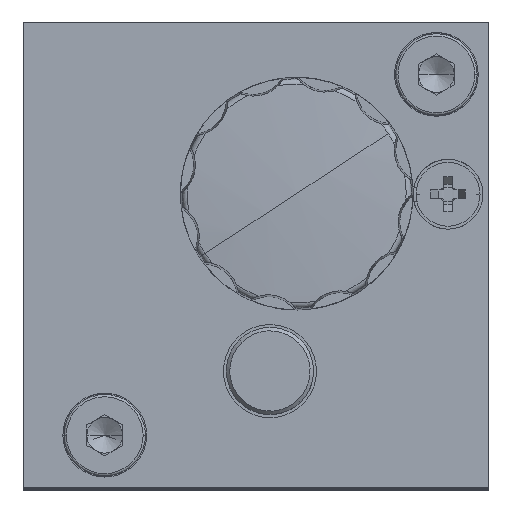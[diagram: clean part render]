
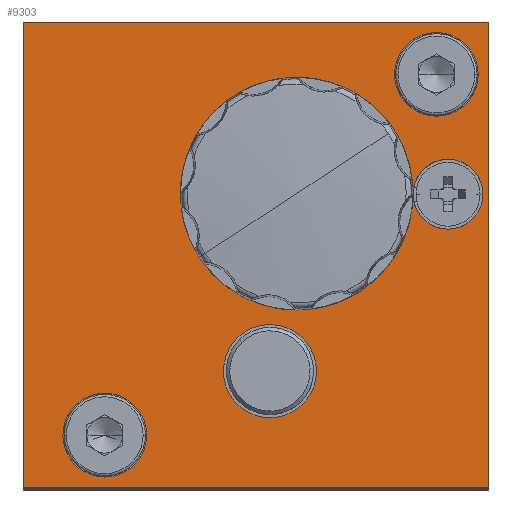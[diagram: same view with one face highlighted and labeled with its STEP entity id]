
A CAD part, top view. The second image highlights one B-rep face of the part: STEP entity #9303.
In plain terms, the highlighted planar face has unit normal (0, 0, 1).
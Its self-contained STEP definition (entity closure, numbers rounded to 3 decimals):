
#299 = VECTOR ( 'NONE', #14554, 1000. ) ;
#570 = DIRECTION ( 'NONE',  ( 0., 1., 0. ) ) ;
#597 = CARTESIAN_POINT ( 'NONE',  ( 31.9, 35.5, 93. ) ) ;
#1001 = VERTEX_POINT ( 'NONE', #20724 ) ;
#1105 = CARTESIAN_POINT ( 'NONE',  ( 40., 40., 93. ) ) ;
#1141 = DIRECTION ( 'NONE',  ( 0., 0., -1. ) ) ;
#1245 = EDGE_CURVE ( 'NONE', #10486, #2967, #7003, .T. ) ;
#1367 = CIRCLE ( 'NONE', #13734, 3.6 ) ;
#1500 = EDGE_LOOP ( 'NONE', ( #16805, #13686 ) ) ;
#1650 = DIRECTION ( 'NONE',  ( -1., 0., 0. ) ) ;
#1666 = CARTESIAN_POINT ( 'NONE',  ( 0., 0., 93. ) ) ;
#1859 = EDGE_CURVE ( 'NONE', #13618, #1001, #5862, .T. ) ;
#2153 = CIRCLE ( 'NONE', #22464, 3.6 ) ;
#2233 = CARTESIAN_POINT ( 'NONE',  ( 40., 0., 93. ) ) ;
#2382 = CARTESIAN_POINT ( 'NONE',  ( 35.5, 35.5, 93. ) ) ;
#2498 = LINE ( 'NONE', #18087, #14117 ) ;
#2597 = EDGE_LOOP ( 'NONE', ( #18984, #15920 ) ) ;
#2846 = FACE_BOUND ( 'NONE', #2597, .T. ) ;
#2948 = CIRCLE ( 'NONE', #20612, 9. ) ;
#2967 = VERTEX_POINT ( 'NONE', #6310 ) ;
#3007 = DIRECTION ( 'NONE',  ( 1., 0., 0. ) ) ;
#3276 = VERTEX_POINT ( 'NONE', #597 ) ;
#3282 = CARTESIAN_POINT ( 'NONE',  ( 35.5, 35.5, 93. ) ) ;
#3413 = FACE_BOUND ( 'NONE', #8903, .T. ) ;
#3524 = ORIENTED_EDGE ( 'NONE', *, *, #12663, .F. ) ;
#3698 = FACE_BOUND ( 'NONE', #1500, .T. ) ;
#3740 = VECTOR ( 'NONE', #4110, 1000. ) ;
#3826 = CARTESIAN_POINT ( 'NONE',  ( 3.4, 4.5, 93. ) ) ;
#4101 = CIRCLE ( 'NONE', #5336, 3.6 ) ;
#4110 = DIRECTION ( 'NONE',  ( 0., -1., 0. ) ) ;
#4357 = EDGE_CURVE ( 'NONE', #14907, #14277, #5676, .T. ) ;
#4580 = ORIENTED_EDGE ( 'NONE', *, *, #14914, .T. ) ;
#5012 = DIRECTION ( 'NONE',  ( 0., 0., 1. ) ) ;
#5146 = ORIENTED_EDGE ( 'NONE', *, *, #4357, .F. ) ;
#5292 = DIRECTION ( 'NONE',  ( -1., 0., 0. ) ) ;
#5336 = AXIS2_PLACEMENT_3D ( 'NONE', #3282, #22738, #20796 ) ;
#5426 = DIRECTION ( 'NONE',  ( 0., 0., -1. ) ) ;
#5674 = LINE ( 'NONE', #2233, #21196 ) ;
#5676 = LINE ( 'NONE', #16142, #3740 ) ;
#5713 = EDGE_CURVE ( 'NONE', #7266, #14694, #2498, .T. ) ;
#5737 = EDGE_CURVE ( 'NONE', #14694, #14907, #14948, .T. ) ;
#5755 = CARTESIAN_POINT ( 'NONE',  ( 14.5, 25.2, 93. ) ) ;
#5773 = PLANE ( 'NONE',  #18110 ) ;
#5862 = CIRCLE ( 'NONE', #11675, 4. ) ;
#5890 = DIRECTION ( 'NONE',  ( 0., 0., 1. ) ) ;
#5952 = DIRECTION ( 'NONE',  ( 1., 0., 0. ) ) ;
#6310 = CARTESIAN_POINT ( 'NONE',  ( 39.5, 25.2, 93. ) ) ;
#6320 = CARTESIAN_POINT ( 'NONE',  ( 33.5, 25.2, 93. ) ) ;
#6725 = FACE_OUTER_BOUND ( 'NONE', #12676, .T. ) ;
#6726 = VERTEX_POINT ( 'NONE', #9284 ) ;
#6755 = EDGE_LOOP ( 'NONE', ( #14999, #4580 ) ) ;
#7003 = CIRCLE ( 'NONE', #16409, 3. ) ;
#7092 = CARTESIAN_POINT ( 'NONE',  ( 23.5, 25.2, 93. ) ) ;
#7266 = VERTEX_POINT ( 'NONE', #1666 ) ;
#8097 = DIRECTION ( 'NONE',  ( 0., 0., 1. ) ) ;
#8512 = VERTEX_POINT ( 'NONE', #15937 ) ;
#8903 = EDGE_LOOP ( 'NONE', ( #13841, #17049 ) ) ;
#8928 = DIRECTION ( 'NONE',  ( 0., 0., -1. ) ) ;
#9284 = CARTESIAN_POINT ( 'NONE',  ( 39.1, 35.5, 93. ) ) ;
#9303 = ADVANCED_FACE ( 'NONE', ( #3698, #3413, #6725, #10613, #2846, #15026 ), #5773, .T. ) ;
#9915 = AXIS2_PLACEMENT_3D ( 'NONE', #16908, #15080, #16759 ) ;
#10285 = CARTESIAN_POINT ( 'NONE',  ( 21.2, 10., 93. ) ) ;
#10486 = VERTEX_POINT ( 'NONE', #6320 ) ;
#10553 = CARTESIAN_POINT ( 'NONE',  ( 23.5, 25.2, 93. ) ) ;
#10613 = FACE_BOUND ( 'NONE', #18089, .T. ) ;
#11056 = EDGE_CURVE ( 'NONE', #6726, #3276, #2153, .T. ) ;
#11339 = CARTESIAN_POINT ( 'NONE',  ( 0., 40., 93. ) ) ;
#11487 = CARTESIAN_POINT ( 'NONE',  ( 7., 4.5, 93. ) ) ;
#11675 = AXIS2_PLACEMENT_3D ( 'NONE', #10285, #1141, #13833 ) ;
#11808 = EDGE_CURVE ( 'NONE', #3276, #6726, #4101, .T. ) ;
#12230 = CIRCLE ( 'NONE', #13544, 3.6 ) ;
#12663 = EDGE_CURVE ( 'NONE', #14277, #7266, #5674, .T. ) ;
#12676 = EDGE_LOOP ( 'NONE', ( #5146, #13947, #16639, #3524 ) ) ;
#12693 = DIRECTION ( 'NONE',  ( -1., 0., 0. ) ) ;
#12766 = DIRECTION ( 'NONE',  ( -1., 0., 0. ) ) ;
#13254 = DIRECTION ( 'NONE',  ( 1., 0., 0. ) ) ;
#13531 = EDGE_CURVE ( 'NONE', #16087, #8512, #12230, .T. ) ;
#13544 = AXIS2_PLACEMENT_3D ( 'NONE', #15146, #8097, #18778 ) ;
#13574 = CARTESIAN_POINT ( 'NONE',  ( 40., 40., 93. ) ) ;
#13618 = VERTEX_POINT ( 'NONE', #14384 ) ;
#13686 = ORIENTED_EDGE ( 'NONE', *, *, #13531, .F. ) ;
#13734 = AXIS2_PLACEMENT_3D ( 'NONE', #11487, #14944, #16930 ) ;
#13833 = DIRECTION ( 'NONE',  ( -1., 0., 0. ) ) ;
#13841 = ORIENTED_EDGE ( 'NONE', *, *, #11056, .F. ) ;
#13869 = AXIS2_PLACEMENT_3D ( 'NONE', #10553, #22888, #5292 ) ;
#13947 = ORIENTED_EDGE ( 'NONE', *, *, #5737, .F. ) ;
#14117 = VECTOR ( 'NONE', #570, 1000. ) ;
#14277 = VERTEX_POINT ( 'NONE', #15214 ) ;
#14384 = CARTESIAN_POINT ( 'NONE',  ( 25.2, 10., 93. ) ) ;
#14554 = DIRECTION ( 'NONE',  ( 1., 0., 0. ) ) ;
#14694 = VERTEX_POINT ( 'NONE', #11339 ) ;
#14907 = VERTEX_POINT ( 'NONE', #13574 ) ;
#14914 = EDGE_CURVE ( 'NONE', #17270, #15269, #18354, .T. ) ;
#14944 = DIRECTION ( 'NONE',  ( 0., 0., 1. ) ) ;
#14948 = LINE ( 'NONE', #18228, #299 ) ;
#14999 = ORIENTED_EDGE ( 'NONE', *, *, #16676, .T. ) ;
#15026 = FACE_BOUND ( 'NONE', #6755, .T. ) ;
#15080 = DIRECTION ( 'NONE',  ( 0., 0., 1. ) ) ;
#15146 = CARTESIAN_POINT ( 'NONE',  ( 7., 4.5, 93. ) ) ;
#15214 = CARTESIAN_POINT ( 'NONE',  ( 40., 0., 93. ) ) ;
#15269 = VERTEX_POINT ( 'NONE', #5755 ) ;
#15617 = CARTESIAN_POINT ( 'NONE',  ( 36.5, 25.2, 93. ) ) ;
#15738 = EDGE_CURVE ( 'NONE', #8512, #16087, #1367, .T. ) ;
#15920 = ORIENTED_EDGE ( 'NONE', *, *, #1245, .F. ) ;
#15937 = CARTESIAN_POINT ( 'NONE',  ( 10.6, 4.5, 93. ) ) ;
#15947 = EDGE_CURVE ( 'NONE', #1001, #13618, #21606, .T. ) ;
#16087 = VERTEX_POINT ( 'NONE', #3826 ) ;
#16142 = CARTESIAN_POINT ( 'NONE',  ( 40., 0., 93. ) ) ;
#16269 = EDGE_CURVE ( 'NONE', #2967, #10486, #17415, .T. ) ;
#16409 = AXIS2_PLACEMENT_3D ( 'NONE', #15617, #5012, #3007 ) ;
#16639 = ORIENTED_EDGE ( 'NONE', *, *, #5713, .F. ) ;
#16676 = EDGE_CURVE ( 'NONE', #15269, #17270, #2948, .T. ) ;
#16759 = DIRECTION ( 'NONE',  ( 1., 0., 0. ) ) ;
#16770 = DIRECTION ( 'NONE',  ( 0., 0., 1. ) ) ;
#16805 = ORIENTED_EDGE ( 'NONE', *, *, #15738, .F. ) ;
#16908 = CARTESIAN_POINT ( 'NONE',  ( 36.5, 25.2, 93. ) ) ;
#16930 = DIRECTION ( 'NONE',  ( 1., 0., 0. ) ) ;
#17049 = ORIENTED_EDGE ( 'NONE', *, *, #11808, .F. ) ;
#17270 = VERTEX_POINT ( 'NONE', #18702 ) ;
#17415 = CIRCLE ( 'NONE', #9915, 3. ) ;
#17539 = CARTESIAN_POINT ( 'NONE',  ( 21.2, 10., 93. ) ) ;
#17940 = AXIS2_PLACEMENT_3D ( 'NONE', #17539, #8928, #1650 ) ;
#18087 = CARTESIAN_POINT ( 'NONE',  ( 0., 0., 93. ) ) ;
#18089 = EDGE_LOOP ( 'NONE', ( #22703, #22370 ) ) ;
#18110 = AXIS2_PLACEMENT_3D ( 'NONE', #1105, #16770, #13254 ) ;
#18228 = CARTESIAN_POINT ( 'NONE',  ( 40., 40., 93. ) ) ;
#18354 = CIRCLE ( 'NONE', #13869, 9. ) ;
#18702 = CARTESIAN_POINT ( 'NONE',  ( 32.5, 25.2, 93. ) ) ;
#18778 = DIRECTION ( 'NONE',  ( 1., 0., 0. ) ) ;
#18984 = ORIENTED_EDGE ( 'NONE', *, *, #16269, .F. ) ;
#20612 = AXIS2_PLACEMENT_3D ( 'NONE', #7092, #5426, #12693 ) ;
#20724 = CARTESIAN_POINT ( 'NONE',  ( 17.2, 10., 93. ) ) ;
#20796 = DIRECTION ( 'NONE',  ( 1., 0., 0. ) ) ;
#21196 = VECTOR ( 'NONE', #12766, 1000. ) ;
#21606 = CIRCLE ( 'NONE', #17940, 4. ) ;
#22370 = ORIENTED_EDGE ( 'NONE', *, *, #1859, .T. ) ;
#22464 = AXIS2_PLACEMENT_3D ( 'NONE', #2382, #5890, #5952 ) ;
#22703 = ORIENTED_EDGE ( 'NONE', *, *, #15947, .T. ) ;
#22738 = DIRECTION ( 'NONE',  ( 0., 0., 1. ) ) ;
#22888 = DIRECTION ( 'NONE',  ( 0., 0., -1. ) ) ;
